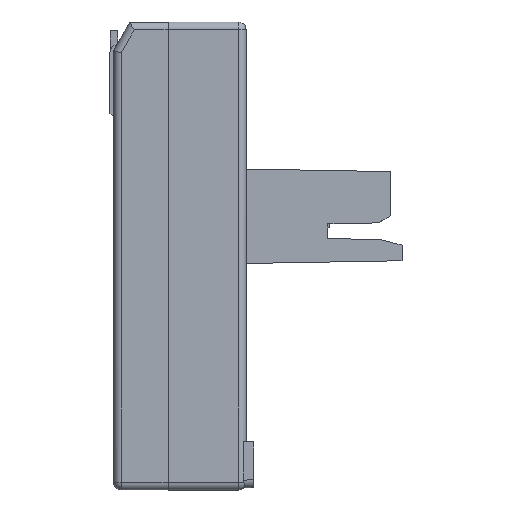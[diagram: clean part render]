
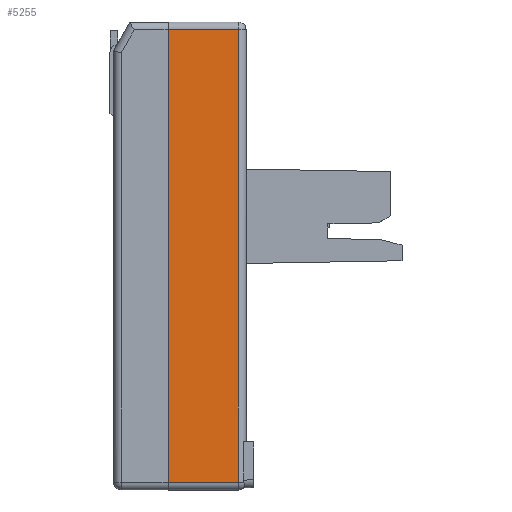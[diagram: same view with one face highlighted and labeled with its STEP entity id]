
A CAD part, left-side view. The second image highlights one B-rep face of the part: STEP entity #5255.
In plain terms, the highlighted planar face has unit normal (-1, 0, 0.018).
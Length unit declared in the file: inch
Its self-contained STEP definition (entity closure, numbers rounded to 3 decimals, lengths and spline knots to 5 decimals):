
#62 = ORIENTED_EDGE ( 'NONE', *, *, #3823, .T. ) ;
#618 = DIRECTION ( 'NONE',  ( 0., 1., 0. ) ) ;
#1658 = CARTESIAN_POINT ( 'NONE',  ( -1.39488, 0.03937, -2.35283 ) ) ;
#2010 = DIRECTION ( 'NONE',  ( -0.017, 0., -1. ) ) ;
#3823 = EDGE_CURVE ( 'NONE', #17548, #45536, #46148, .T. ) ;
#4637 = VECTOR ( 'NONE', #2010, 39.37008 ) ;
#5179 = DIRECTION ( 'NONE',  ( -1., 0., 0.017 ) ) ;
#5255 = ADVANCED_FACE ( 'NONE', ( #49657 ), #20786, .T. ) ;
#6044 = DIRECTION ( 'NONE',  ( 0., 1., 0. ) ) ;
#6219 = EDGE_LOOP ( 'NONE', ( #40516, #47962, #62, #41020 ) ) ;
#14890 = CARTESIAN_POINT ( 'NONE',  ( -1.35431, 0.03937, -0.02837 ) ) ;
#14924 = CARTESIAN_POINT ( 'NONE',  ( -1.39418, 0.03937, -2.31277 ) ) ;
#15090 = CARTESIAN_POINT ( 'NONE',  ( -1.39418, 0., -2.31277 ) ) ;
#17304 = CARTESIAN_POINT ( 'NONE',  ( -1.35431, 0.3937, -0.02837 ) ) ;
#17308 = LINE ( 'NONE', #17304, #4637 ) ;
#17548 = VERTEX_POINT ( 'NONE', #14924 ) ;
#18631 = VERTEX_POINT ( 'NONE', #26008 ) ;
#20786 = PLANE ( 'NONE',  #36032 ) ;
#20794 = LINE ( 'NONE', #44643, #23197 ) ;
#23197 = VECTOR ( 'NONE', #6044, 39.37008 ) ;
#23900 = EDGE_CURVE ( 'NONE', #18631, #26820, #17308, .T. ) ;
#26008 = CARTESIAN_POINT ( 'NONE',  ( -1.35431, 0.3937, -0.02837 ) ) ;
#26820 = VERTEX_POINT ( 'NONE', #30360 ) ;
#27769 = EDGE_CURVE ( 'NONE', #17548, #26820, #28330, .T. ) ;
#28042 = DIRECTION ( 'NONE',  ( 0.017, 0., 1. ) ) ;
#28330 = LINE ( 'NONE', #15090, #31317 ) ;
#30360 = CARTESIAN_POINT ( 'NONE',  ( -1.39418, 0.3937, -2.31277 ) ) ;
#30467 = EDGE_CURVE ( 'NONE', #45536, #18631, #20794, .T. ) ;
#31317 = VECTOR ( 'NONE', #618, 39.37008 ) ;
#32431 = DIRECTION ( 'NONE',  ( 0.017, 0., 1. ) ) ;
#36032 = AXIS2_PLACEMENT_3D ( 'NONE', #47143, #5179, #28042 ) ;
#40516 = ORIENTED_EDGE ( 'NONE', *, *, #23900, .T. ) ;
#41020 = ORIENTED_EDGE ( 'NONE', *, *, #30467, .T. ) ;
#44643 = CARTESIAN_POINT ( 'NONE',  ( -1.35431, 0., -0.02837 ) ) ;
#45536 = VERTEX_POINT ( 'NONE', #14890 ) ;
#46148 = LINE ( 'NONE', #1658, #49783 ) ;
#47143 = CARTESIAN_POINT ( 'NONE',  ( -1.39488, 0., -2.35283 ) ) ;
#47962 = ORIENTED_EDGE ( 'NONE', *, *, #27769, .F. ) ;
#49657 = FACE_OUTER_BOUND ( 'NONE', #6219, .T. ) ;
#49783 = VECTOR ( 'NONE', #32431, 39.37008 ) ;
